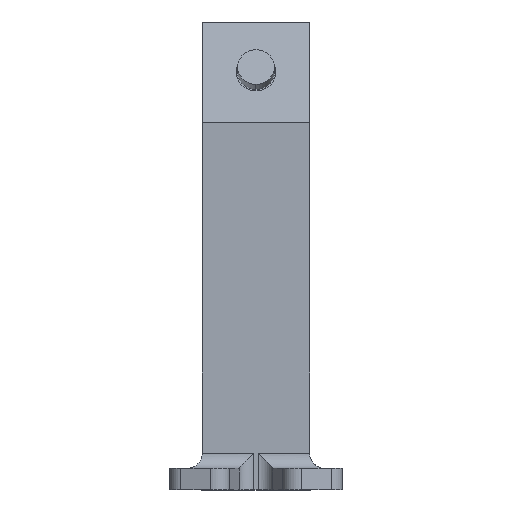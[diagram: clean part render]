
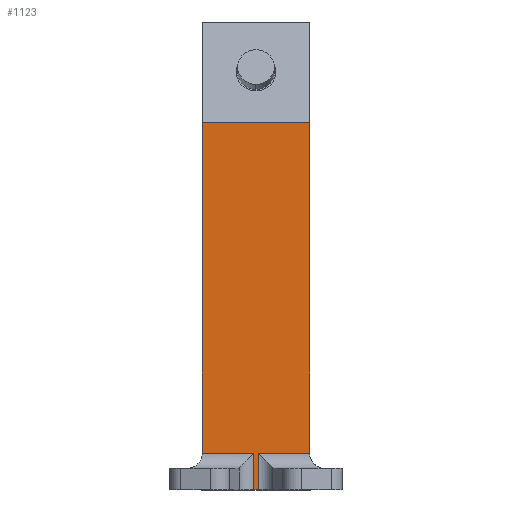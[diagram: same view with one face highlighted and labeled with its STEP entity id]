
A CAD part, top view. The second image highlights one B-rep face of the part: STEP entity #1123.
In plain terms, the highlighted planar face has unit normal (0, 0, 1).
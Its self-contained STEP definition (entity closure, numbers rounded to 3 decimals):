
#1 = DIRECTION ( 'NONE',  ( 0., -1., 0. ) ) ;
#10 = CARTESIAN_POINT ( 'NONE',  ( 35., 120., 0. ) ) ;
#22 = VERTEX_POINT ( 'NONE', #27 ) ;
#24 = LINE ( 'NONE', #1004, #437 ) ;
#27 = CARTESIAN_POINT ( 'NONE',  ( 0., 120., 0. ) ) ;
#30 = VECTOR ( 'NONE', #272, 1000. ) ;
#43 = VERTEX_POINT ( 'NONE', #888 ) ;
#71 = VERTEX_POINT ( 'NONE', #455 ) ;
#73 = EDGE_CURVE ( 'NONE', #554, #22, #1019, .T. ) ;
#104 = CARTESIAN_POINT ( 'NONE',  ( 18.2, 0., 0. ) ) ;
#106 = ORIENTED_EDGE ( 'NONE', *, *, #819, .T. ) ;
#148 = CARTESIAN_POINT ( 'NONE',  ( 18.2, 0., 0. ) ) ;
#266 = LINE ( 'NONE', #148, #1297 ) ;
#272 = DIRECTION ( 'NONE',  ( -1., 0., 0. ) ) ;
#290 = VERTEX_POINT ( 'NONE', #549 ) ;
#349 = VERTEX_POINT ( 'NONE', #1201 ) ;
#363 = VECTOR ( 'NONE', #891, 1000. ) ;
#364 = EDGE_CURVE ( 'NONE', #554, #349, #976, .T. ) ;
#398 = LINE ( 'NONE', #842, #30 ) ;
#405 = EDGE_LOOP ( 'NONE', ( #530, #807, #546, #607, #106, #1036, #613, #912 ) ) ;
#437 = VECTOR ( 'NONE', #1125, 1000. ) ;
#440 = VECTOR ( 'NONE', #1010, 1000. ) ;
#455 = CARTESIAN_POINT ( 'NONE',  ( 0., 12., 0. ) ) ;
#468 = DIRECTION ( 'NONE',  ( -1., 0., 0. ) ) ;
#530 = ORIENTED_EDGE ( 'NONE', *, *, #868, .T. ) ;
#546 = ORIENTED_EDGE ( 'NONE', *, *, #364, .F. ) ;
#549 = CARTESIAN_POINT ( 'NONE',  ( 18.2, 12., 0. ) ) ;
#554 = VERTEX_POINT ( 'NONE', #10 ) ;
#564 = CARTESIAN_POINT ( 'NONE',  ( 0., 0., 0. ) ) ;
#584 = DIRECTION ( 'NONE',  ( -1., 0., 0. ) ) ;
#595 = VERTEX_POINT ( 'NONE', #104 ) ;
#603 = VERTEX_POINT ( 'NONE', #983 ) ;
#607 = ORIENTED_EDGE ( 'NONE', *, *, #73, .T. ) ;
#613 = ORIENTED_EDGE ( 'NONE', *, *, #1243, .T. ) ;
#648 = EDGE_CURVE ( 'NONE', #290, #349, #797, .T. ) ;
#666 = CARTESIAN_POINT ( 'NONE',  ( 35., 12., 0. ) ) ;
#689 = FACE_OUTER_BOUND ( 'NONE', #405, .T. ) ;
#696 = VECTOR ( 'NONE', #960, 1000. ) ;
#748 = EDGE_CURVE ( 'NONE', #71, #603, #24, .T. ) ;
#752 = VECTOR ( 'NONE', #1, 1000. ) ;
#792 = LINE ( 'NONE', #564, #363 ) ;
#797 = LINE ( 'NONE', #666, #440 ) ;
#807 = ORIENTED_EDGE ( 'NONE', *, *, #648, .T. ) ;
#819 = EDGE_CURVE ( 'NONE', #22, #71, #792, .T. ) ;
#841 = VECTOR ( 'NONE', #584, 1000. ) ;
#842 = CARTESIAN_POINT ( 'NONE',  ( 35., 0., 0. ) ) ;
#867 = CARTESIAN_POINT ( 'NONE',  ( 35., 0., 0. ) ) ;
#868 = EDGE_CURVE ( 'NONE', #595, #290, #266, .T. ) ;
#888 = CARTESIAN_POINT ( 'NONE',  ( 16.8, 0., 0. ) ) ;
#891 = DIRECTION ( 'NONE',  ( 0., -1., 0. ) ) ;
#907 = CARTESIAN_POINT ( 'NONE',  ( 35., 0., 0. ) ) ;
#912 = ORIENTED_EDGE ( 'NONE', *, *, #917, .F. ) ;
#917 = EDGE_CURVE ( 'NONE', #595, #43, #398, .T. ) ;
#935 = LINE ( 'NONE', #1050, #752 ) ;
#957 = AXIS2_PLACEMENT_3D ( 'NONE', #907, #1235, #468 ) ;
#960 = DIRECTION ( 'NONE',  ( 0., -1., 0. ) ) ;
#976 = LINE ( 'NONE', #867, #696 ) ;
#983 = CARTESIAN_POINT ( 'NONE',  ( 16.8, 12., 0. ) ) ;
#1001 = PLANE ( 'NONE',  #957 ) ;
#1004 = CARTESIAN_POINT ( 'NONE',  ( 35., 12., 0. ) ) ;
#1010 = DIRECTION ( 'NONE',  ( 1., 0., 0. ) ) ;
#1019 = LINE ( 'NONE', #1113, #841 ) ;
#1036 = ORIENTED_EDGE ( 'NONE', *, *, #748, .T. ) ;
#1050 = CARTESIAN_POINT ( 'NONE',  ( 16.8, 0., 0. ) ) ;
#1109 = DIRECTION ( 'NONE',  ( 0., 1., 0. ) ) ;
#1113 = CARTESIAN_POINT ( 'NONE',  ( 35., 120., 0. ) ) ;
#1123 = ADVANCED_FACE ( 'NONE', ( #689 ), #1001, .F. ) ;
#1125 = DIRECTION ( 'NONE',  ( 1., 0., 0. ) ) ;
#1201 = CARTESIAN_POINT ( 'NONE',  ( 35., 12., 0. ) ) ;
#1235 = DIRECTION ( 'NONE',  ( 0., 0., -1. ) ) ;
#1243 = EDGE_CURVE ( 'NONE', #603, #43, #935, .T. ) ;
#1297 = VECTOR ( 'NONE', #1109, 1000. ) ;
